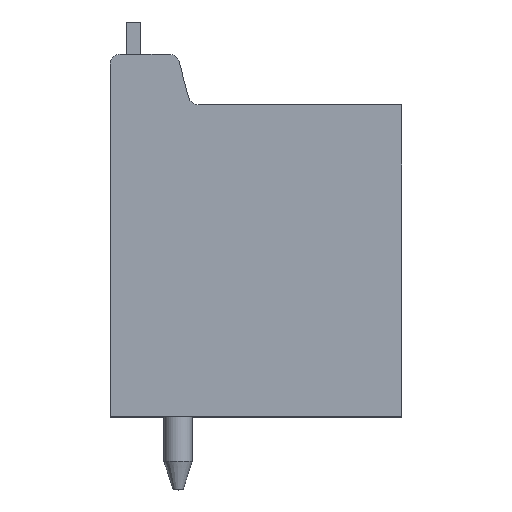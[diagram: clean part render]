
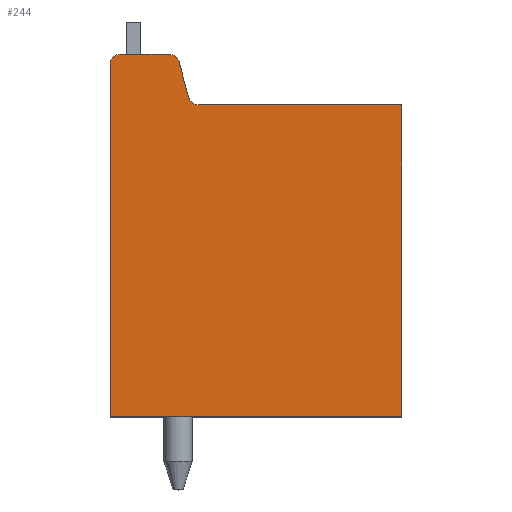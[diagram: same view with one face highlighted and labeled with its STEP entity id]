
A CAD part, top view. The second image highlights one B-rep face of the part: STEP entity #244.
In plain terms, the highlighted planar face has unit normal (0, 0, 1).
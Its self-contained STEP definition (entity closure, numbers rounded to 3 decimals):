
#244 = ADVANCED_FACE( '', ( #682 ), #683, .T. );
#682 = FACE_OUTER_BOUND( '', #1222, .T. );
#683 = PLANE( '', #1223 );
#1222 = EDGE_LOOP( '', ( #2970, #2971, #2972, #2973, #2974, #2975, #2976, #2977, #2978 ) );
#1223 = AXIS2_PLACEMENT_3D( '', #2979, #2980, #2981 );
#2970 = ORIENTED_EDGE( '', *, *, #4168, .T. );
#2971 = ORIENTED_EDGE( '', *, *, #4169, .T. );
#2972 = ORIENTED_EDGE( '', *, *, #3601, .T. );
#2973 = ORIENTED_EDGE( '', *, *, #3675, .T. );
#2974 = ORIENTED_EDGE( '', *, *, #4170, .T. );
#2975 = ORIENTED_EDGE( '', *, *, #4171, .F. );
#2976 = ORIENTED_EDGE( '', *, *, #4172, .T. );
#2977 = ORIENTED_EDGE( '', *, *, #4173, .T. );
#2978 = ORIENTED_EDGE( '', *, *, #4174, .T. );
#2979 = CARTESIAN_POINT( '', ( -2.85, 17.4, 22.2 ) );
#2980 = DIRECTION( '', ( 0., 0., 1. ) );
#2981 = DIRECTION( '', ( 1., 0., 0. ) );
#3601 = EDGE_CURVE( '', #4325, #4323, #4326, .T. );
#3675 = EDGE_CURVE( '', #4323, #4467, #4469, .T. );
#4168 = EDGE_CURVE( '', #5282, #5283, #5284, .T. );
#4169 = EDGE_CURVE( '', #5283, #4325, #5285, .T. );
#4170 = EDGE_CURVE( '', #4467, #5286, #5287, .T. );
#4171 = EDGE_CURVE( '', #5288, #5286, #5289, .T. );
#4172 = EDGE_CURVE( '', #5288, #5290, #5291, .T. );
#4173 = EDGE_CURVE( '', #5290, #5292, #5293, .T. );
#4174 = EDGE_CURVE( '', #5292, #5282, #5294, .T. );
#4323 = VERTEX_POINT( '', #5515 );
#4325 = VERTEX_POINT( '', #5518 );
#4326 = LINE( '', #5519, #5520 );
#4467 = VERTEX_POINT( '', #5720 );
#4469 = LINE( '', #5723, #5724 );
#5282 = VERTEX_POINT( '', #6986 );
#5283 = VERTEX_POINT( '', #6987 );
#5284 = CIRCLE( '', #6988, 0.5 );
#5285 = LINE( '', #6989, #6990 );
#5286 = VERTEX_POINT( '', #6991 );
#5287 = LINE( '', #6992, #6993 );
#5288 = VERTEX_POINT( '', #6994 );
#5289 = CIRCLE( '', #6995, 0.5 );
#5290 = VERTEX_POINT( '', #6996 );
#5291 = LINE( '', #6997, #6998 );
#5292 = VERTEX_POINT( '', #6999 );
#5293 = CIRCLE( '', #7000, 0.5 );
#5294 = LINE( '', #7001, #7002 );
#5515 = CARTESIAN_POINT( '', ( 11.05, 0., 22.2 ) );
#5518 = CARTESIAN_POINT( '', ( -3.35, 0., 22.2 ) );
#5519 = CARTESIAN_POINT( '', ( -3.35, 0., 22.2 ) );
#5520 = VECTOR( '', #7309, 1000. );
#5720 = CARTESIAN_POINT( '', ( 11.05, 15.4, 22.2 ) );
#5723 = CARTESIAN_POINT( '', ( 11.05, 0., 22.2 ) );
#5724 = VECTOR( '', #7409, 1000. );
#6986 = CARTESIAN_POINT( '', ( -2.85, 17.9, 22.2 ) );
#6987 = CARTESIAN_POINT( '', ( -3.35, 17.4, 22.2 ) );
#6988 = AXIS2_PLACEMENT_3D( '', #7988, #7989, #7990 );
#6989 = CARTESIAN_POINT( '', ( -3.35, 17.4, 22.2 ) );
#6990 = VECTOR( '', #7991, 1000. );
#6991 = CARTESIAN_POINT( '', ( 1.004, 15.4, 22.2 ) );
#6992 = CARTESIAN_POINT( '', ( 11.05, 15.4, 22.2 ) );
#6993 = VECTOR( '', #7992, 1000. );
#6994 = CARTESIAN_POINT( '', ( 0.521, 15.771, 22.2 ) );
#6995 = AXIS2_PLACEMENT_3D( '', #7993, #7994, #7995 );
#6996 = CARTESIAN_POINT( '', ( 0.049, 17.529, 22.2 ) );
#6997 = CARTESIAN_POINT( '', ( 0.521, 15.771, 22.2 ) );
#6998 = VECTOR( '', #7996, 1000. );
#6999 = CARTESIAN_POINT( '', ( -0.434, 17.9, 22.2 ) );
#7000 = AXIS2_PLACEMENT_3D( '', #7997, #7998, #7999 );
#7001 = CARTESIAN_POINT( '', ( -0.434, 17.9, 22.2 ) );
#7002 = VECTOR( '', #8000, 1000. );
#7309 = DIRECTION( '', ( 1., 0., 0. ) );
#7409 = DIRECTION( '', ( 0., 1., 0. ) );
#7988 = CARTESIAN_POINT( '', ( -2.85, 17.4, 22.2 ) );
#7989 = DIRECTION( '', ( 0., 0., 1. ) );
#7990 = DIRECTION( '', ( 1., 0., 0. ) );
#7991 = DIRECTION( '', ( 0., -1., 0. ) );
#7992 = DIRECTION( '', ( -1., 0., 0. ) );
#7993 = CARTESIAN_POINT( '', ( 1.004, 15.9, 22.2 ) );
#7994 = DIRECTION( '', ( 0., 0., 1. ) );
#7995 = DIRECTION( '', ( 1., 0., 0. ) );
#7996 = DIRECTION( '', ( -0.259, 0.966, 0. ) );
#7997 = CARTESIAN_POINT( '', ( -0.434, 17.4, 22.2 ) );
#7998 = DIRECTION( '', ( 0., 0., 1. ) );
#7999 = DIRECTION( '', ( 1., 0., 0. ) );
#8000 = DIRECTION( '', ( -1., 0., 0. ) );
